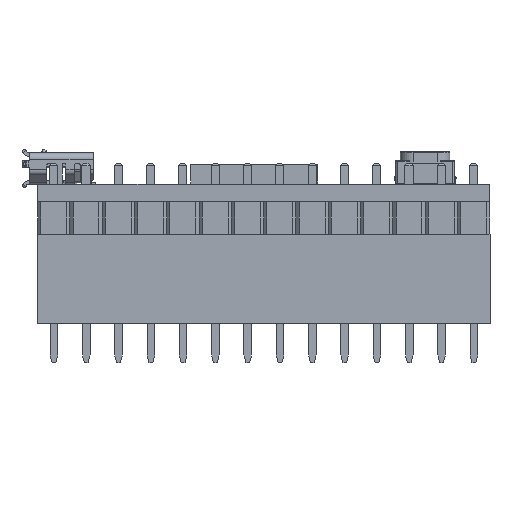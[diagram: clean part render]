
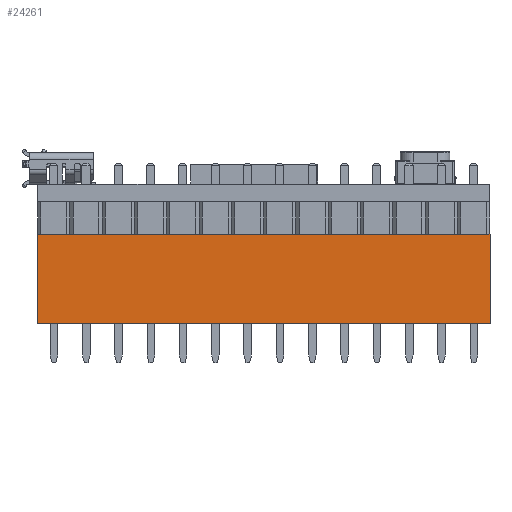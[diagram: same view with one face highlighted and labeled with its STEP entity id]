
A CAD part, front view. The second image highlights one B-rep face of the part: STEP entity #24261.
In plain terms, the highlighted face is planar.
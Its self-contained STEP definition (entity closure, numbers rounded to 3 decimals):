
#1105 = FACE_OUTER_BOUND ( 'NONE', #5614, .T. ) ;
#1430 = EDGE_CURVE ( 'NONE', #23487, #8678, #5389, .T. ) ;
#5389 = LINE ( 'NONE', #28318, #40184 ) ;
#5614 = EDGE_LOOP ( 'NONE', ( #16651, #16088, #33304, #9481 ) ) ;
#6805 = VERTEX_POINT ( 'NONE', #30453 ) ;
#7672 = CARTESIAN_POINT ( 'NONE',  ( -1.27, 1.27, 0. ) ) ;
#7812 = LINE ( 'NONE', #33703, #32650 ) ;
#8678 = VERTEX_POINT ( 'NONE', #41339 ) ;
#9481 = ORIENTED_EDGE ( 'NONE', *, *, #21696, .F. ) ;
#11699 = DIRECTION ( 'NONE',  ( 1., 0., 0. ) ) ;
#15990 = AXIS2_PLACEMENT_3D ( 'NONE', #7672, #11699, #42375 ) ;
#16088 = ORIENTED_EDGE ( 'NONE', *, *, #43908, .T. ) ;
#16101 = CARTESIAN_POINT ( 'NONE',  ( -1.27, 1.27, 7. ) ) ;
#16490 = PLANE ( 'NONE',  #15990 ) ;
#16651 = ORIENTED_EDGE ( 'NONE', *, *, #39629, .T. ) ;
#20314 = DIRECTION ( 'NONE',  ( 0., 1., 0. ) ) ;
#21083 = LINE ( 'NONE', #36826, #43416 ) ;
#21696 = EDGE_CURVE ( 'NONE', #39166, #8678, #42920, .T. ) ;
#23487 = VERTEX_POINT ( 'NONE', #16101 ) ;
#24065 = CARTESIAN_POINT ( 'NONE',  ( -1.27, 1.27, 0. ) ) ;
#24261 = ADVANCED_FACE ( 'NONE', ( #1105 ), #16490, .F. ) ;
#25007 = DIRECTION ( 'NONE',  ( 0., 0., -1. ) ) ;
#28318 = CARTESIAN_POINT ( 'NONE',  ( -1.27, 1.27, 0. ) ) ;
#29975 = DIRECTION ( 'NONE',  ( 0., 0., 1. ) ) ;
#30453 = CARTESIAN_POINT ( 'NONE',  ( -1.27, -34.29, 7. ) ) ;
#32650 = VECTOR ( 'NONE', #29975, 1000. ) ;
#33304 = ORIENTED_EDGE ( 'NONE', *, *, #1430, .T. ) ;
#33703 = CARTESIAN_POINT ( 'NONE',  ( -1.27, -34.29, 0. ) ) ;
#36826 = CARTESIAN_POINT ( 'NONE',  ( -1.27, -34.29, 7. ) ) ;
#39166 = VERTEX_POINT ( 'NONE', #46923 ) ;
#39629 = EDGE_CURVE ( 'NONE', #39166, #6805, #7812, .T. ) ;
#39786 = VECTOR ( 'NONE', #20314, 1000. ) ;
#40184 = VECTOR ( 'NONE', #25007, 1000. ) ;
#41339 = CARTESIAN_POINT ( 'NONE',  ( -1.27, 1.27, 0. ) ) ;
#42375 = DIRECTION ( 'NONE',  ( 0., 1., 0. ) ) ;
#42920 = LINE ( 'NONE', #24065, #39786 ) ;
#43416 = VECTOR ( 'NONE', #47721, 1000. ) ;
#43908 = EDGE_CURVE ( 'NONE', #6805, #23487, #21083, .T. ) ;
#46923 = CARTESIAN_POINT ( 'NONE',  ( -1.27, -34.29, 0. ) ) ;
#47721 = DIRECTION ( 'NONE',  ( 0., 1., 0. ) ) ;
